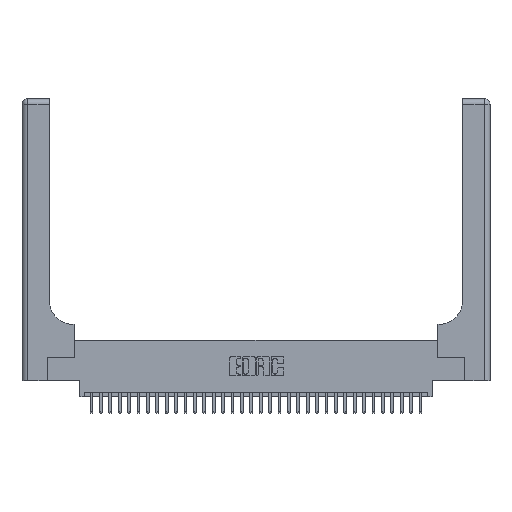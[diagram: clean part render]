
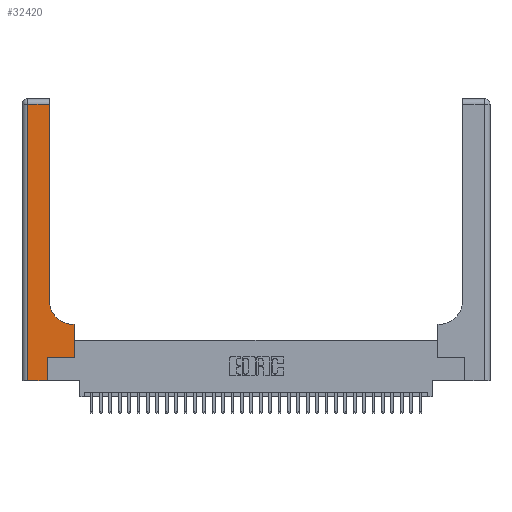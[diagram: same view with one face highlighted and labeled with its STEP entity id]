
A CAD part, top view. The second image highlights one B-rep face of the part: STEP entity #32420.
In plain terms, the highlighted planar face has unit normal (0, 0, 1).
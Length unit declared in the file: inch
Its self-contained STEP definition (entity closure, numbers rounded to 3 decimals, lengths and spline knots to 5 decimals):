
#298 = VECTOR ( 'NONE', #25254, 39.37008 ) ;
#299 = VERTEX_POINT ( 'NONE', #11050 ) ;
#860 = CARTESIAN_POINT ( 'NONE',  ( 0., 3., 0.37 ) ) ;
#898 = ORIENTED_EDGE ( 'NONE', *, *, #1088, .T. ) ;
#1088 = EDGE_CURVE ( 'NONE', #299, #28357, #19158, .T. ) ;
#2385 = VECTOR ( 'NONE', #24497, 39.37008 ) ;
#3165 = ORIENTED_EDGE ( 'NONE', *, *, #33305, .T. ) ;
#3432 = AXIS2_PLACEMENT_3D ( 'NONE', #860, #32719, #16667 ) ;
#3482 = LINE ( 'NONE', #15107, #7253 ) ;
#3650 = CARTESIAN_POINT ( 'NONE',  ( 0.5585, 0.25, 0.37 ) ) ;
#3808 = EDGE_CURVE ( 'NONE', #20734, #5044, #5686, .T. ) ;
#4278 = VERTEX_POINT ( 'NONE', #23767 ) ;
#4530 = ORIENTED_EDGE ( 'NONE', *, *, #31856, .T. ) ;
#5044 = VERTEX_POINT ( 'NONE', #20894 ) ;
#5227 = LINE ( 'NONE', #21771, #2385 ) ;
#5407 = VERTEX_POINT ( 'NONE', #28491 ) ;
#5686 = LINE ( 'NONE', #32409, #11978 ) ;
#6561 = AXIS2_PLACEMENT_3D ( 'NONE', #32340, #29839, #24304 ) ;
#7253 = VECTOR ( 'NONE', #12347, 39.37008 ) ;
#8247 = EDGE_LOOP ( 'NONE', ( #31984, #27608, #898, #24948, #4530, #22035, #16851, #3165, #21701 ) ) ;
#11050 = CARTESIAN_POINT ( 'NONE',  ( 0.06, 2.94, 0.37 ) ) ;
#11476 = VERTEX_POINT ( 'NONE', #15398 ) ;
#11709 = CARTESIAN_POINT ( 'NONE',  ( 0.269, 0.25, 0.37 ) ) ;
#11978 = VECTOR ( 'NONE', #24499, 39.37008 ) ;
#12119 = VECTOR ( 'NONE', #14825, 39.37008 ) ;
#12347 = DIRECTION ( 'NONE',  ( 1., 0., 0. ) ) ;
#12375 = CARTESIAN_POINT ( 'NONE',  ( 0., 0., 0.37 ) ) ;
#12581 = EDGE_CURVE ( 'NONE', #5407, #20734, #24523, .T. ) ;
#13973 = PLANE ( 'NONE',  #3432 ) ;
#14825 = DIRECTION ( 'NONE',  ( 0., -1., 0. ) ) ;
#15107 = CARTESIAN_POINT ( 'NONE',  ( 0.269, 0.25, 0.37 ) ) ;
#15398 = CARTESIAN_POINT ( 'NONE',  ( 0.269, 0., 0.37 ) ) ;
#15675 = EDGE_CURVE ( 'NONE', #16973, #4278, #3482, .T. ) ;
#16667 = DIRECTION ( 'NONE',  ( -1., 0., 0. ) ) ;
#16851 = ORIENTED_EDGE ( 'NONE', *, *, #17399, .T. ) ;
#16973 = VERTEX_POINT ( 'NONE', #11709 ) ;
#17399 = EDGE_CURVE ( 'NONE', #4278, #25335, #17994, .T. ) ;
#17994 = LINE ( 'NONE', #3650, #18783 ) ;
#18340 = CARTESIAN_POINT ( 'NONE',  ( 0.269, 0., 0.37 ) ) ;
#18783 = VECTOR ( 'NONE', #32524, 39.37008 ) ;
#19158 = LINE ( 'NONE', #25316, #12119 ) ;
#19985 = CARTESIAN_POINT ( 'NONE',  ( 0.2915, 0.6, 0.37 ) ) ;
#20734 = VERTEX_POINT ( 'NONE', #29801 ) ;
#20894 = CARTESIAN_POINT ( 'NONE',  ( 0.2915, 2.94, 0.37 ) ) ;
#21701 = ORIENTED_EDGE ( 'NONE', *, *, #12581, .T. ) ;
#21771 = CARTESIAN_POINT ( 'NONE',  ( 0., 2.94, 0.37 ) ) ;
#22035 = ORIENTED_EDGE ( 'NONE', *, *, #15675, .T. ) ;
#23265 = FACE_OUTER_BOUND ( 'NONE', #8247, .T. ) ;
#23767 = CARTESIAN_POINT ( 'NONE',  ( 0.5585, 0.25, 0.37 ) ) ;
#24304 = DIRECTION ( 'NONE',  ( 1., 0., 0. ) ) ;
#24497 = DIRECTION ( 'NONE',  ( -1., 0., 0. ) ) ;
#24499 = DIRECTION ( 'NONE',  ( 0., 1., 0. ) ) ;
#24523 = CIRCLE ( 'NONE', #6561, 0.25 ) ;
#24948 = ORIENTED_EDGE ( 'NONE', *, *, #27040, .T. ) ;
#24960 = VECTOR ( 'NONE', #27885, 39.37008 ) ;
#25254 = DIRECTION ( 'NONE',  ( -1., 0., 0. ) ) ;
#25316 = CARTESIAN_POINT ( 'NONE',  ( 0.06, 3., 0.37 ) ) ;
#25335 = VERTEX_POINT ( 'NONE', #31113 ) ;
#25991 = DIRECTION ( 'NONE',  ( 1., 0., 0. ) ) ;
#27040 = EDGE_CURVE ( 'NONE', #28357, #11476, #28280, .T. ) ;
#27608 = ORIENTED_EDGE ( 'NONE', *, *, #28045, .T. ) ;
#27885 = DIRECTION ( 'NONE',  ( 0., 1., 0. ) ) ;
#27903 = CARTESIAN_POINT ( 'NONE',  ( 0.06, 0., 0.37 ) ) ;
#28045 = EDGE_CURVE ( 'NONE', #5044, #299, #5227, .T. ) ;
#28280 = LINE ( 'NONE', #12375, #29556 ) ;
#28357 = VERTEX_POINT ( 'NONE', #27903 ) ;
#28491 = CARTESIAN_POINT ( 'NONE',  ( 0.5415, 0.6, 0.37 ) ) ;
#29556 = VECTOR ( 'NONE', #25991, 39.37008 ) ;
#29801 = CARTESIAN_POINT ( 'NONE',  ( 0.2915, 0.85, 0.37 ) ) ;
#29839 = DIRECTION ( 'NONE',  ( 0., 0., -1. ) ) ;
#31113 = CARTESIAN_POINT ( 'NONE',  ( 0.5585, 0.6, 0.37 ) ) ;
#31856 = EDGE_CURVE ( 'NONE', #11476, #16973, #32174, .T. ) ;
#31984 = ORIENTED_EDGE ( 'NONE', *, *, #3808, .T. ) ;
#32174 = LINE ( 'NONE', #18340, #24960 ) ;
#32340 = CARTESIAN_POINT ( 'NONE',  ( 0.5415, 0.85, 0.37 ) ) ;
#32409 = CARTESIAN_POINT ( 'NONE',  ( 0.2915, 3., 0.37 ) ) ;
#32420 = ADVANCED_FACE ( 'NONE', ( #23265 ), #13973, .F. ) ;
#32524 = DIRECTION ( 'NONE',  ( 0., 1., 0. ) ) ;
#32719 = DIRECTION ( 'NONE',  ( 0., 0., -1. ) ) ;
#33305 = EDGE_CURVE ( 'NONE', #25335, #5407, #34122, .T. ) ;
#34122 = LINE ( 'NONE', #19985, #298 ) ;
